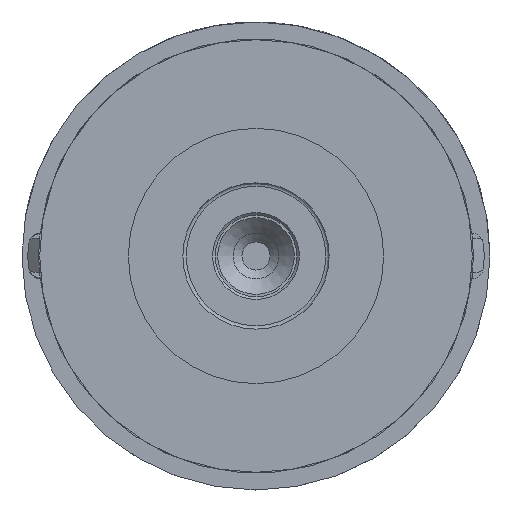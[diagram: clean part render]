
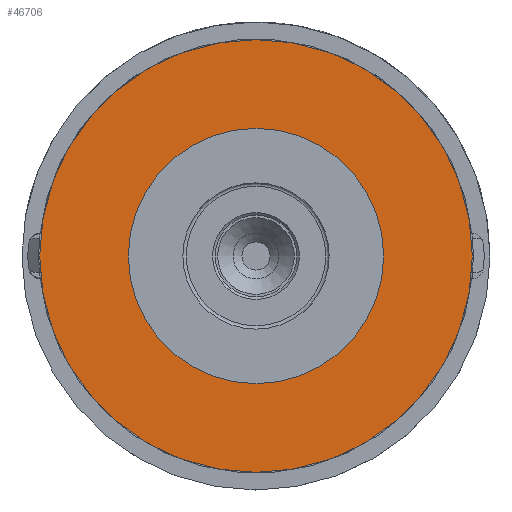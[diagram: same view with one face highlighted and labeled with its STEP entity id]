
A CAD part, front view. The second image highlights one B-rep face of the part: STEP entity #46706.
In plain terms, the highlighted planar face has unit normal (0, -1, 0).
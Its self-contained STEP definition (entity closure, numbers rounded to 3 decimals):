
#46679=CARTESIAN_POINT('',(0.,-1.,15.913));
#46680=DIRECTION('',(0.0,-1.0,0.0));
#46681=DIRECTION('',(-1.0,0.0,0.0));
#46682=AXIS2_PLACEMENT_3D('',#46679,#46680,#46681);
#46683=PLANE('',#46682);
#46684=CARTESIAN_POINT('',(0.,-1.,25.425));
#46685=VERTEX_POINT('',#46684);
#46686=CARTESIAN_POINT('',(0.,-1.,0.));
#46687=DIRECTION('',(0.0,1.0,0.0));
#46688=DIRECTION('',(0.0,0.0,1.0));
#46689=AXIS2_PLACEMENT_3D('',#46686,#46687,#46688);
#46690=CIRCLE('',#46689,25.425);
#46691=EDGE_CURVE('',#46685,#46685,#46690,.T.);
#46692=ORIENTED_EDGE('',*,*,#46691,.F.);
#46693=EDGE_LOOP('',(#46692));
#46694=FACE_OUTER_BOUND('',#46693,.T.);
#46695=CARTESIAN_POINT('',(0.,-1.,6.4));
#46696=VERTEX_POINT('',#46695);
#46697=CARTESIAN_POINT('',(0.,-1.,0.));
#46698=DIRECTION('',(0.0,1.0,0.0));
#46699=DIRECTION('',(0.0,0.0,1.0));
#46700=AXIS2_PLACEMENT_3D('',#46697,#46698,#46699);
#46701=CIRCLE('',#46700,6.4);
#46702=EDGE_CURVE('',#46696,#46696,#46701,.T.);
#46703=ORIENTED_EDGE('',*,*,#46702,.T.);
#46704=EDGE_LOOP('',(#46703));
#46705=FACE_BOUND('',#46704,.T.);
#46706=ADVANCED_FACE('',(#46694,#46705),#46683,.T.);
